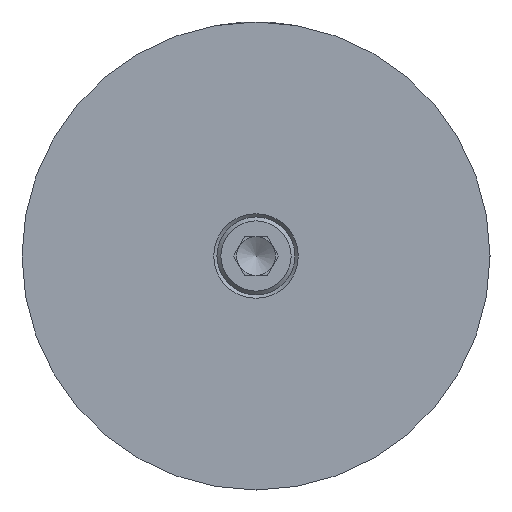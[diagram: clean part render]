
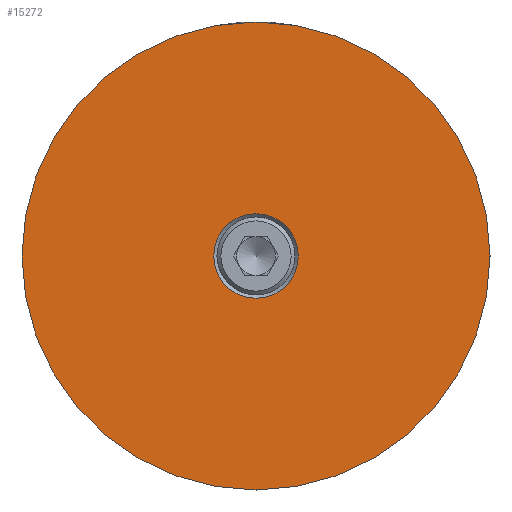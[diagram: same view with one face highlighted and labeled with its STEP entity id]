
A CAD part, front view. The second image highlights one B-rep face of the part: STEP entity #15272.
In plain terms, the highlighted planar face has unit normal (0, -1, 0).
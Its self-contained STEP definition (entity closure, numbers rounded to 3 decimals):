
#84 = DIRECTION ( 'NONE',  ( 0., -1., 0. ) ) ;
#342 = DIRECTION ( 'NONE',  ( 0., 0., -1. ) ) ;
#839 = ORIENTED_EDGE ( 'NONE', *, *, #1791, .T. ) ;
#1791 = EDGE_CURVE ( 'NONE', #13821, #13821, #8470, .T. ) ;
#2151 = CARTESIAN_POINT ( 'NONE',  ( 0., 0., -36. ) ) ;
#3282 = DIRECTION ( 'NONE',  ( 0., -1., 0. ) ) ;
#3544 = EDGE_LOOP ( 'NONE', ( #7796 ) ) ;
#4022 = PLANE ( 'NONE',  #16865 ) ;
#4628 = AXIS2_PLACEMENT_3D ( 'NONE', #8986, #10094, #14196 ) ;
#6716 = CARTESIAN_POINT ( 'NONE',  ( 36., 0., 0. ) ) ;
#6779 = CIRCLE ( 'NONE', #15695, 36. ) ;
#7796 = ORIENTED_EDGE ( 'NONE', *, *, #11513, .T. ) ;
#8097 = DIRECTION ( 'NONE',  ( 0., 0., -1. ) ) ;
#8470 = CIRCLE ( 'NONE', #4628, 6.5 ) ;
#8986 = CARTESIAN_POINT ( 'NONE',  ( 0., 0., 0. ) ) ;
#9937 = CARTESIAN_POINT ( 'NONE',  ( 0., 0., -6.5 ) ) ;
#10006 = CARTESIAN_POINT ( 'NONE',  ( 0., 0., 0. ) ) ;
#10094 = DIRECTION ( 'NONE',  ( 0., 1., 0. ) ) ;
#10560 = EDGE_LOOP ( 'NONE', ( #839 ) ) ;
#11513 = EDGE_CURVE ( 'NONE', #15527, #15527, #6779, .T. ) ;
#11552 = FACE_OUTER_BOUND ( 'NONE', #3544, .T. ) ;
#12152 = FACE_BOUND ( 'NONE', #10560, .T. ) ;
#13821 = VERTEX_POINT ( 'NONE', #9937 ) ;
#14196 = DIRECTION ( 'NONE',  ( 0., 0., -1. ) ) ;
#15272 = ADVANCED_FACE ( 'NONE', ( #12152, #11552 ), #4022, .T. ) ;
#15527 = VERTEX_POINT ( 'NONE', #2151 ) ;
#15695 = AXIS2_PLACEMENT_3D ( 'NONE', #10006, #3282, #342 ) ;
#16865 = AXIS2_PLACEMENT_3D ( 'NONE', #6716, #84, #8097 ) ;
